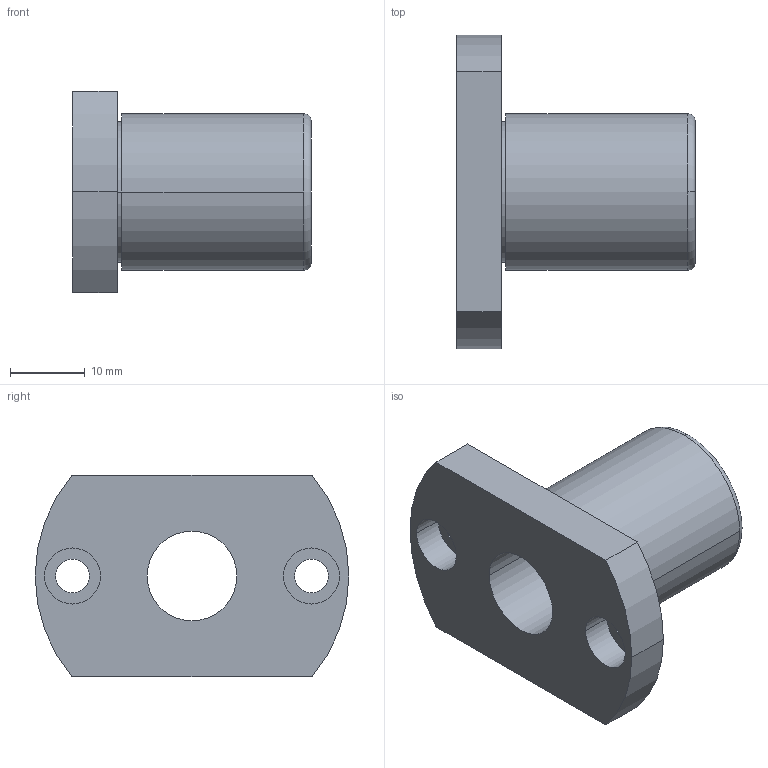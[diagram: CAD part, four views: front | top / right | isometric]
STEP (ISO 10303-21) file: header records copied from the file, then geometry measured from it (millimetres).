
FILE_DESCRIPTION( ( '' ), '1' );
FILE_NAME( 'MFNS12.stp', '2020-11-08T12:20:34', ( '' ), ( '' ), ' ', ' ', ' ' );
FILE_SCHEMA( ( 'CONFIG_CONTROL_DESIGN' ) );
Length unit declared in the file: millimetre
Products named in the file (1): 1
Bounding box: 32 x 42 x 27 mm (x, y, z)
Volume: 11209.7 mm3; surface area: 5814.5 mm2
Topology: 1 solids, 1 shells, 28 faces, 67 edges, 45 vertices
Faces by surface type: cylinder 18, plane 8, torus 2
Entity records: 898 total; most frequent: DIRECTION 168, CARTESIAN_POINT 141, ORIENTED_EDGE 134, AXIS2_PLACEMENT_3D 72, EDGE_CURVE 67, VERTEX_POINT 45, CIRCLE 43, EDGE_LOOP 38
